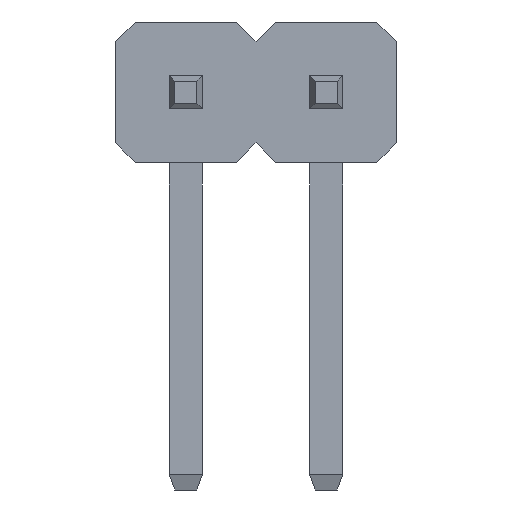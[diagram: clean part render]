
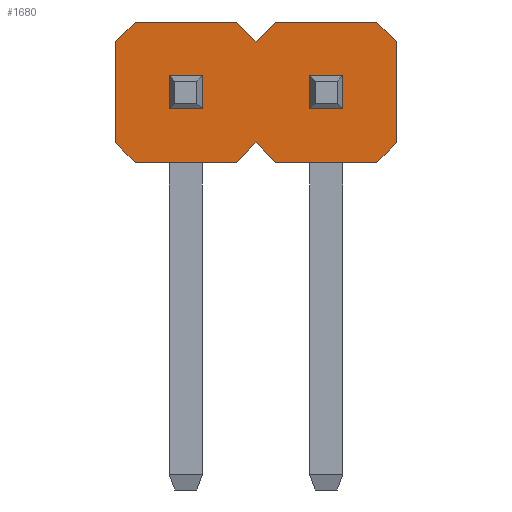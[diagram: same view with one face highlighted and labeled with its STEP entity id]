
A CAD part, front view. The second image highlights one B-rep face of the part: STEP entity #1680.
In plain terms, the highlighted planar face has unit normal (0, -1, 0).
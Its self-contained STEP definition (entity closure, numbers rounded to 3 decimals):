
#1552=AXIS2_PLACEMENT_3D('Plane Axis2P3D',#1549,#1550,#1551) ;
#651=CARTESIAN_POINT('Line Origine',(-2.54,-0.75,0.3)) ;
#655=CARTESIAN_POINT('Vertex',(-2.24,-0.75,0.3)) ;
#657=CARTESIAN_POINT('Vertex',(-2.84,-0.75,0.3)) ;
#684=CARTESIAN_POINT('Line Origine',(-2.84,-0.75,0.)) ;
#688=CARTESIAN_POINT('Vertex',(-2.84,-0.75,-0.3)) ;
#710=CARTESIAN_POINT('Line Origine',(-2.54,-0.75,-0.3)) ;
#714=CARTESIAN_POINT('Vertex',(-2.24,-0.75,-0.3)) ;
#736=CARTESIAN_POINT('Line Origine',(-2.24,-0.75,0.)) ;
#1317=CARTESIAN_POINT('Vertex',(0.3,-0.75,0.3)) ;
#1324=CARTESIAN_POINT('Vertex',(0.3,-0.75,-0.3)) ;
#1327=CARTESIAN_POINT('Line Origine',(0.3,-0.75,0.)) ;
#1346=CARTESIAN_POINT('Line Origine',(0.,-0.75,-0.3)) ;
#1350=CARTESIAN_POINT('Vertex',(-0.3,-0.75,-0.3)) ;
#1372=CARTESIAN_POINT('Line Origine',(-0.3,-0.75,0.)) ;
#1376=CARTESIAN_POINT('Vertex',(-0.3,-0.75,0.3)) ;
#1398=CARTESIAN_POINT('Line Origine',(0.,-0.75,0.3)) ;
#1549=CARTESIAN_POINT('Axis2P3D Location',(0.,-0.75,0.)) ;
#1554=CARTESIAN_POINT('Line Origine',(0.,-0.75,-1.27)) ;
#1558=CARTESIAN_POINT('Vertex',(0.916,-0.75,-1.27)) ;
#1560=CARTESIAN_POINT('Vertex',(-0.916,-0.75,-1.27)) ;
#1563=CARTESIAN_POINT('Line Origine',(1.093,-0.75,-1.093)) ;
#1567=CARTESIAN_POINT('Vertex',(1.27,-0.75,-0.916)) ;
#1570=CARTESIAN_POINT('Line Origine',(1.27,-0.75,0.)) ;
#1574=CARTESIAN_POINT('Vertex',(1.27,-0.75,0.916)) ;
#1577=CARTESIAN_POINT('Line Origine',(1.093,-0.75,1.093)) ;
#1581=CARTESIAN_POINT('Vertex',(0.916,-0.75,1.27)) ;
#1584=CARTESIAN_POINT('Line Origine',(0.,-0.75,1.27)) ;
#1588=CARTESIAN_POINT('Vertex',(-0.916,-0.75,1.27)) ;
#1591=CARTESIAN_POINT('Line Origine',(-1.093,-0.75,1.093)) ;
#1595=CARTESIAN_POINT('Vertex',(-1.27,-0.75,0.916)) ;
#1598=CARTESIAN_POINT('Line Origine',(-1.447,-0.75,1.093)) ;
#1602=CARTESIAN_POINT('Vertex',(-1.624,-0.75,1.27)) ;
#1605=CARTESIAN_POINT('Line Origine',(-2.54,-0.75,1.27)) ;
#1609=CARTESIAN_POINT('Vertex',(-3.456,-0.75,1.27)) ;
#1612=CARTESIAN_POINT('Line Origine',(-3.633,-0.75,1.093)) ;
#1616=CARTESIAN_POINT('Vertex',(-3.81,-0.75,0.916)) ;
#1619=CARTESIAN_POINT('Line Origine',(-3.81,-0.75,0.)) ;
#1623=CARTESIAN_POINT('Vertex',(-3.81,-0.75,-0.916)) ;
#1626=CARTESIAN_POINT('Line Origine',(-3.633,-0.75,-1.093)) ;
#1630=CARTESIAN_POINT('Vertex',(-3.456,-0.75,-1.27)) ;
#1633=CARTESIAN_POINT('Line Origine',(-2.54,-0.75,-1.27)) ;
#1637=CARTESIAN_POINT('Vertex',(-1.624,-0.75,-1.27)) ;
#1640=CARTESIAN_POINT('Line Origine',(-1.447,-0.75,-1.093)) ;
#1644=CARTESIAN_POINT('Vertex',(-1.27,-0.75,-0.916)) ;
#1647=CARTESIAN_POINT('Line Origine',(-1.093,-0.75,-1.093)) ;
#652=DIRECTION('Vector Direction',(-1.,0.,0.)) ;
#685=DIRECTION('Vector Direction',(0.,0.,-1.)) ;
#711=DIRECTION('Vector Direction',(-1.,0.,0.)) ;
#737=DIRECTION('Vector Direction',(0.,0.,-1.)) ;
#1328=DIRECTION('Vector Direction',(0.,0.,-1.)) ;
#1347=DIRECTION('Vector Direction',(-1.,0.,0.)) ;
#1373=DIRECTION('Vector Direction',(0.,0.,-1.)) ;
#1399=DIRECTION('Vector Direction',(-1.,0.,0.)) ;
#1550=DIRECTION('Axis2P3D Direction',(0.,1.,-0.)) ;
#1551=DIRECTION('Axis2P3D XDirection',(-1.,0.,0.)) ;
#1555=DIRECTION('Vector Direction',(1.,0.,0.)) ;
#1564=DIRECTION('Vector Direction',(0.707,0.,0.707)) ;
#1571=DIRECTION('Vector Direction',(0.,0.,1.)) ;
#1578=DIRECTION('Vector Direction',(0.707,0.,-0.707)) ;
#1585=DIRECTION('Vector Direction',(-1.,0.,0.)) ;
#1592=DIRECTION('Vector Direction',(-0.707,0.,-0.707)) ;
#1599=DIRECTION('Vector Direction',(0.707,0.,-0.707)) ;
#1606=DIRECTION('Vector Direction',(1.,0.,0.)) ;
#1613=DIRECTION('Vector Direction',(-0.707,0.,-0.707)) ;
#1620=DIRECTION('Vector Direction',(0.,0.,1.)) ;
#1627=DIRECTION('Vector Direction',(-0.707,0.,0.707)) ;
#1634=DIRECTION('Vector Direction',(-1.,0.,0.)) ;
#1641=DIRECTION('Vector Direction',(-0.707,0.,-0.707)) ;
#1648=DIRECTION('Vector Direction',(0.707,0.,-0.707)) ;
#653=VECTOR('Line Direction',#652,1.) ;
#686=VECTOR('Line Direction',#685,1.) ;
#712=VECTOR('Line Direction',#711,1.) ;
#738=VECTOR('Line Direction',#737,1.) ;
#1329=VECTOR('Line Direction',#1328,1.) ;
#1348=VECTOR('Line Direction',#1347,1.) ;
#1374=VECTOR('Line Direction',#1373,1.) ;
#1400=VECTOR('Line Direction',#1399,1.) ;
#1556=VECTOR('Line Direction',#1555,1.) ;
#1565=VECTOR('Line Direction',#1564,1.) ;
#1572=VECTOR('Line Direction',#1571,1.) ;
#1579=VECTOR('Line Direction',#1578,1.) ;
#1586=VECTOR('Line Direction',#1585,1.) ;
#1593=VECTOR('Line Direction',#1592,1.) ;
#1600=VECTOR('Line Direction',#1599,1.) ;
#1607=VECTOR('Line Direction',#1606,1.) ;
#1614=VECTOR('Line Direction',#1613,1.) ;
#1621=VECTOR('Line Direction',#1620,1.) ;
#1628=VECTOR('Line Direction',#1627,1.) ;
#1635=VECTOR('Line Direction',#1634,1.) ;
#1642=VECTOR('Line Direction',#1641,1.) ;
#1649=VECTOR('Line Direction',#1648,1.) ;
#1653=ORIENTED_EDGE('',*,*,#1562,.F.) ;
#1654=ORIENTED_EDGE('',*,*,#1569,.F.) ;
#1655=ORIENTED_EDGE('',*,*,#1576,.F.) ;
#1656=ORIENTED_EDGE('',*,*,#1583,.F.) ;
#1657=ORIENTED_EDGE('',*,*,#1590,.F.) ;
#1658=ORIENTED_EDGE('',*,*,#1597,.F.) ;
#1659=ORIENTED_EDGE('',*,*,#1604,.F.) ;
#1660=ORIENTED_EDGE('',*,*,#1611,.F.) ;
#1661=ORIENTED_EDGE('',*,*,#1618,.F.) ;
#1662=ORIENTED_EDGE('',*,*,#1625,.F.) ;
#1663=ORIENTED_EDGE('',*,*,#1632,.F.) ;
#1664=ORIENTED_EDGE('',*,*,#1639,.F.) ;
#1665=ORIENTED_EDGE('',*,*,#1646,.F.) ;
#1666=ORIENTED_EDGE('',*,*,#1651,.F.) ;
#1669=ORIENTED_EDGE('',*,*,#1402,.F.) ;
#1670=ORIENTED_EDGE('',*,*,#1331,.T.) ;
#1671=ORIENTED_EDGE('',*,*,#1352,.T.) ;
#1672=ORIENTED_EDGE('',*,*,#1378,.F.) ;
#1675=ORIENTED_EDGE('',*,*,#659,.F.) ;
#1676=ORIENTED_EDGE('',*,*,#740,.T.) ;
#1677=ORIENTED_EDGE('',*,*,#716,.T.) ;
#1678=ORIENTED_EDGE('',*,*,#690,.F.) ;
#1673=FACE_BOUND('',#1668,.T.) ;
#1679=FACE_BOUND('',#1674,.T.) ;
#1680=ADVANCED_FACE('PartBody',(#1667,#1673,#1679),#1553,.F.) ;
#659=EDGE_CURVE('',#656,#658,#654,.T.) ;
#690=EDGE_CURVE('',#658,#689,#687,.T.) ;
#716=EDGE_CURVE('',#715,#689,#713,.T.) ;
#740=EDGE_CURVE('',#656,#715,#739,.T.) ;
#1331=EDGE_CURVE('',#1318,#1325,#1330,.T.) ;
#1352=EDGE_CURVE('',#1325,#1351,#1349,.T.) ;
#1378=EDGE_CURVE('',#1377,#1351,#1375,.T.) ;
#1402=EDGE_CURVE('',#1318,#1377,#1401,.T.) ;
#1562=EDGE_CURVE('',#1559,#1561,#1557,.F.) ;
#1569=EDGE_CURVE('',#1568,#1559,#1566,.F.) ;
#1576=EDGE_CURVE('',#1575,#1568,#1573,.F.) ;
#1583=EDGE_CURVE('',#1582,#1575,#1580,.T.) ;
#1590=EDGE_CURVE('',#1589,#1582,#1587,.F.) ;
#1597=EDGE_CURVE('',#1596,#1589,#1594,.F.) ;
#1604=EDGE_CURVE('',#1603,#1596,#1601,.T.) ;
#1611=EDGE_CURVE('',#1610,#1603,#1608,.T.) ;
#1618=EDGE_CURVE('',#1617,#1610,#1615,.F.) ;
#1625=EDGE_CURVE('',#1624,#1617,#1622,.T.) ;
#1632=EDGE_CURVE('',#1631,#1624,#1629,.T.) ;
#1639=EDGE_CURVE('',#1638,#1631,#1636,.T.) ;
#1646=EDGE_CURVE('',#1645,#1638,#1643,.T.) ;
#1651=EDGE_CURVE('',#1561,#1645,#1650,.F.) ;
#1652=EDGE_LOOP('',(#1653,#1654,#1655,#1656,#1657,#1658,#1659,#1660,#1661,#1662,#1663,#1664,#1665,#1666)) ;
#1668=EDGE_LOOP('',(#1669,#1670,#1671,#1672)) ;
#1674=EDGE_LOOP('',(#1675,#1676,#1677,#1678)) ;
#1667=FACE_OUTER_BOUND('',#1652,.T.) ;
#654=LINE('Line',#651,#653) ;
#687=LINE('Line',#684,#686) ;
#713=LINE('Line',#710,#712) ;
#739=LINE('Line',#736,#738) ;
#1330=LINE('Line',#1327,#1329) ;
#1349=LINE('Line',#1346,#1348) ;
#1375=LINE('Line',#1372,#1374) ;
#1401=LINE('Line',#1398,#1400) ;
#1557=LINE('Line',#1554,#1556) ;
#1566=LINE('Line',#1563,#1565) ;
#1573=LINE('Line',#1570,#1572) ;
#1580=LINE('Line',#1577,#1579) ;
#1587=LINE('Line',#1584,#1586) ;
#1594=LINE('Line',#1591,#1593) ;
#1601=LINE('Line',#1598,#1600) ;
#1608=LINE('Line',#1605,#1607) ;
#1615=LINE('Line',#1612,#1614) ;
#1622=LINE('Line',#1619,#1621) ;
#1629=LINE('Line',#1626,#1628) ;
#1636=LINE('Line',#1633,#1635) ;
#1643=LINE('Line',#1640,#1642) ;
#1650=LINE('Line',#1647,#1649) ;
#1553=PLANE('Plane',#1552) ;
#656=VERTEX_POINT('',#655) ;
#658=VERTEX_POINT('',#657) ;
#689=VERTEX_POINT('',#688) ;
#715=VERTEX_POINT('',#714) ;
#1318=VERTEX_POINT('',#1317) ;
#1325=VERTEX_POINT('',#1324) ;
#1351=VERTEX_POINT('',#1350) ;
#1377=VERTEX_POINT('',#1376) ;
#1559=VERTEX_POINT('',#1558) ;
#1561=VERTEX_POINT('',#1560) ;
#1568=VERTEX_POINT('',#1567) ;
#1575=VERTEX_POINT('',#1574) ;
#1582=VERTEX_POINT('',#1581) ;
#1589=VERTEX_POINT('',#1588) ;
#1596=VERTEX_POINT('',#1595) ;
#1603=VERTEX_POINT('',#1602) ;
#1610=VERTEX_POINT('',#1609) ;
#1617=VERTEX_POINT('',#1616) ;
#1624=VERTEX_POINT('',#1623) ;
#1631=VERTEX_POINT('',#1630) ;
#1638=VERTEX_POINT('',#1637) ;
#1645=VERTEX_POINT('',#1644) ;
